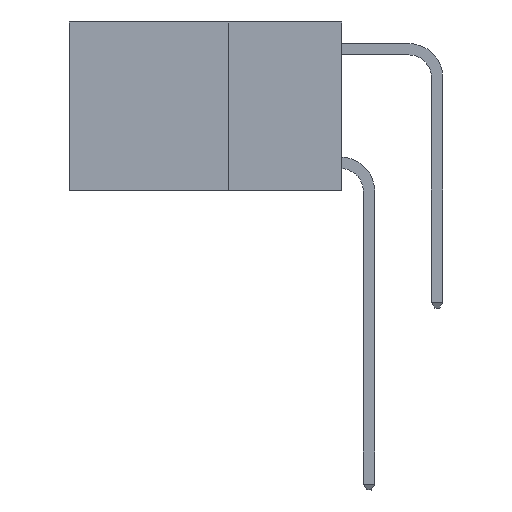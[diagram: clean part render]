
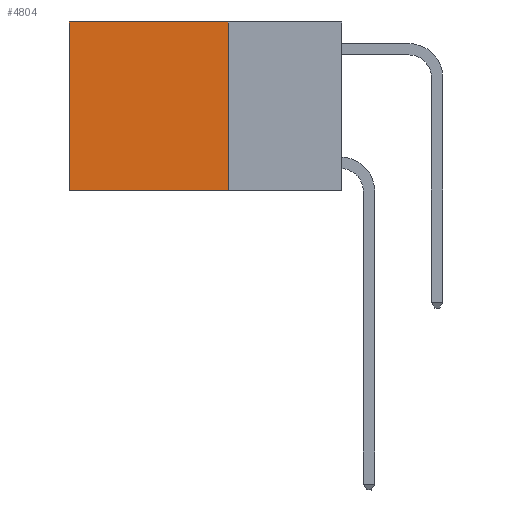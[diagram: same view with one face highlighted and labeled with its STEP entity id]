
A CAD part, left-side view. The second image highlights one B-rep face of the part: STEP entity #4804.
In plain terms, the highlighted planar face has unit normal (-1, 0, 0).
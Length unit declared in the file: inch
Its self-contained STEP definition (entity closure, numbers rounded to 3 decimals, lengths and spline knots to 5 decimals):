
#713 = VECTOR ( 'NONE', #12771, 39.37008 ) ;
#919 = EDGE_CURVE ( 'NONE', #22778, #10260, #16971, .T. ) ;
#1331 = DIRECTION ( 'NONE',  ( 1., 0., 0. ) ) ;
#2089 = AXIS2_PLACEMENT_3D ( 'NONE', #17457, #1331, #15503 ) ;
#4075 = CARTESIAN_POINT ( 'NONE',  ( 0.2625, 0.6, 0. ) ) ;
#4804 = ADVANCED_FACE ( 'NONE', ( #20994 ), #13483, .F. ) ;
#6797 = LINE ( 'NONE', #22806, #713 ) ;
#7848 = LINE ( 'NONE', #21305, #24019 ) ;
#8676 = CARTESIAN_POINT ( 'NONE',  ( 0.2625, 0.25, 0. ) ) ;
#8899 = ORIENTED_EDGE ( 'NONE', *, *, #919, .T. ) ;
#9147 = DIRECTION ( 'NONE',  ( 0., 0., -1. ) ) ;
#9873 = VERTEX_POINT ( 'NONE', #18835 ) ;
#10260 = VERTEX_POINT ( 'NONE', #24082 ) ;
#10969 = VECTOR ( 'NONE', #14162, 39.37008 ) ;
#12771 = DIRECTION ( 'NONE',  ( 0., 1., 0. ) ) ;
#13172 = EDGE_CURVE ( 'NONE', #18976, #22778, #25099, .T. ) ;
#13483 = PLANE ( 'NONE',  #2089 ) ;
#14162 = DIRECTION ( 'NONE',  ( 0., 0., -1. ) ) ;
#14379 = ORIENTED_EDGE ( 'NONE', *, *, #24281, .F. ) ;
#14921 = VECTOR ( 'NONE', #20967, 39.37008 ) ;
#15133 = EDGE_LOOP ( 'NONE', ( #8899, #25068, #14379, #18828 ) ) ;
#15503 = DIRECTION ( 'NONE',  ( 0., 0., -1. ) ) ;
#16842 = CARTESIAN_POINT ( 'NONE',  ( 0.2625, 0.25, 0. ) ) ;
#16971 = LINE ( 'NONE', #4075, #10969 ) ;
#17457 = CARTESIAN_POINT ( 'NONE',  ( 0.2625, 0.25, 0. ) ) ;
#18828 = ORIENTED_EDGE ( 'NONE', *, *, #13172, .T. ) ;
#18835 = CARTESIAN_POINT ( 'NONE',  ( 0.2625, 0.25, -0.37 ) ) ;
#18976 = VERTEX_POINT ( 'NONE', #8676 ) ;
#20967 = DIRECTION ( 'NONE',  ( 0., 1., 0. ) ) ;
#20994 = FACE_OUTER_BOUND ( 'NONE', #15133, .T. ) ;
#21052 = CARTESIAN_POINT ( 'NONE',  ( 0.2625, 0.6, 0. ) ) ;
#21305 = CARTESIAN_POINT ( 'NONE',  ( 0.2625, 0.25, 0. ) ) ;
#22778 = VERTEX_POINT ( 'NONE', #21052 ) ;
#22806 = CARTESIAN_POINT ( 'NONE',  ( 0.2625, 0.25, -0.37 ) ) ;
#24019 = VECTOR ( 'NONE', #9147, 39.37008 ) ;
#24082 = CARTESIAN_POINT ( 'NONE',  ( 0.2625, 0.6, -0.37 ) ) ;
#24281 = EDGE_CURVE ( 'NONE', #18976, #9873, #7848, .T. ) ;
#25068 = ORIENTED_EDGE ( 'NONE', *, *, #26179, .F. ) ;
#25099 = LINE ( 'NONE', #16842, #14921 ) ;
#26179 = EDGE_CURVE ( 'NONE', #9873, #10260, #6797, .T. ) ;
